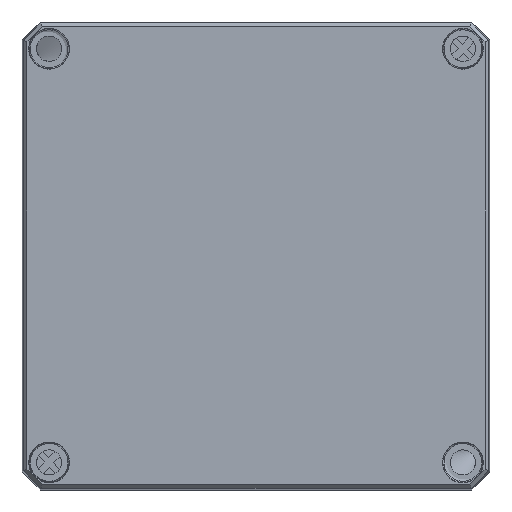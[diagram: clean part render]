
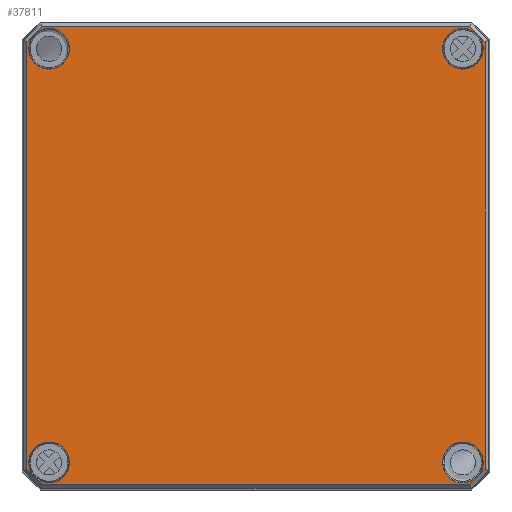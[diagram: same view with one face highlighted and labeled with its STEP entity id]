
A CAD part, top view. The second image highlights one B-rep face of the part: STEP entity #37811.
In plain terms, the highlighted planar face has unit normal (0, 0, 1).
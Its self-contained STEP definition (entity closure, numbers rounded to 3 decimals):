
#325=FACE_BOUND('',#12030,.T.);
#326=FACE_BOUND('',#12031,.T.);
#327=FACE_BOUND('',#12032,.T.);
#328=FACE_BOUND('',#12033,.T.);
#1061=PLANE('',#40856);
#3677=LINE('',#68407,#6542);
#3678=LINE('',#68409,#6543);
#3679=LINE('',#68411,#6544);
#3680=LINE('',#68413,#6545);
#3681=LINE('',#68415,#6546);
#3682=LINE('',#68417,#6547);
#3683=LINE('',#68419,#6548);
#3684=LINE('',#68420,#6549);
#6542=VECTOR('',#48905,10.);
#6543=VECTOR('',#48906,10.);
#6544=VECTOR('',#48907,10.);
#6545=VECTOR('',#48908,10.);
#6546=VECTOR('',#48909,10.);
#6547=VECTOR('',#48910,10.);
#6548=VECTOR('',#48911,10.);
#6549=VECTOR('',#48912,10.);
#9520=FACE_OUTER_BOUND('',#12029,.T.);
#12029=EDGE_LOOP('',(#32593,#32594,#32595,#32596,#32597,#32598,#32599,#32600));
#12030=EDGE_LOOP('',(#32601,#32602));
#12031=EDGE_LOOP('',(#32603,#32604));
#12032=EDGE_LOOP('',(#32605));
#12033=EDGE_LOOP('',(#32606));
#14721=CIRCLE('',#40851,5.672);
#14725=CIRCLE('',#40857,5.672);
#14726=CIRCLE('',#40858,5.672);
#14727=CIRCLE('',#40859,5.672);
#14728=CIRCLE('',#40860,5.672);
#14729=CIRCLE('',#40861,5.672);
#18033=VERTEX_POINT('',#68395);
#18036=VERTEX_POINT('',#68405);
#18037=VERTEX_POINT('',#68406);
#18038=VERTEX_POINT('',#68408);
#18039=VERTEX_POINT('',#68410);
#18040=VERTEX_POINT('',#68412);
#18041=VERTEX_POINT('',#68414);
#18042=VERTEX_POINT('',#68416);
#18043=VERTEX_POINT('',#68418);
#18044=VERTEX_POINT('',#68421);
#18045=VERTEX_POINT('',#68422);
#18046=VERTEX_POINT('',#68425);
#18047=VERTEX_POINT('',#68426);
#18048=VERTEX_POINT('',#68429);
#22975=EDGE_CURVE('',#18033,#18033,#14721,.T.);
#22980=EDGE_CURVE('',#18036,#18037,#3677,.T.);
#22981=EDGE_CURVE('',#18038,#18036,#3678,.T.);
#22982=EDGE_CURVE('',#18039,#18038,#3679,.T.);
#22983=EDGE_CURVE('',#18040,#18039,#3680,.T.);
#22984=EDGE_CURVE('',#18041,#18040,#3681,.T.);
#22985=EDGE_CURVE('',#18042,#18041,#3682,.T.);
#22986=EDGE_CURVE('',#18043,#18042,#3683,.T.);
#22987=EDGE_CURVE('',#18037,#18043,#3684,.T.);
#22988=EDGE_CURVE('',#18044,#18045,#14725,.T.);
#22989=EDGE_CURVE('',#18045,#18044,#14726,.T.);
#22990=EDGE_CURVE('',#18046,#18047,#14727,.T.);
#22991=EDGE_CURVE('',#18047,#18046,#14728,.T.);
#22992=EDGE_CURVE('',#18048,#18048,#14729,.T.);
#32593=ORIENTED_EDGE('',*,*,#22980,.F.);
#32594=ORIENTED_EDGE('',*,*,#22981,.F.);
#32595=ORIENTED_EDGE('',*,*,#22982,.F.);
#32596=ORIENTED_EDGE('',*,*,#22983,.F.);
#32597=ORIENTED_EDGE('',*,*,#22984,.F.);
#32598=ORIENTED_EDGE('',*,*,#22985,.F.);
#32599=ORIENTED_EDGE('',*,*,#22986,.F.);
#32600=ORIENTED_EDGE('',*,*,#22987,.F.);
#32601=ORIENTED_EDGE('',*,*,#22988,.F.);
#32602=ORIENTED_EDGE('',*,*,#22989,.F.);
#32603=ORIENTED_EDGE('',*,*,#22990,.F.);
#32604=ORIENTED_EDGE('',*,*,#22991,.F.);
#32605=ORIENTED_EDGE('',*,*,#22992,.F.);
#32606=ORIENTED_EDGE('',*,*,#22975,.F.);
#37811=ADVANCED_FACE('',(#9520,#325,#326,#327,#328),#1061,.T.);
#40851=AXIS2_PLACEMENT_3D('',#68396,#48892,#48893);
#40856=AXIS2_PLACEMENT_3D('',#68404,#48903,#48904);
#40857=AXIS2_PLACEMENT_3D('',#68423,#48913,#48914);
#40858=AXIS2_PLACEMENT_3D('',#68424,#48915,#48916);
#40859=AXIS2_PLACEMENT_3D('',#68427,#48917,#48918);
#40860=AXIS2_PLACEMENT_3D('',#68428,#48919,#48920);
#40861=AXIS2_PLACEMENT_3D('',#68430,#48921,#48922);
#48892=DIRECTION('center_axis',(0.,0.,1.));
#48893=DIRECTION('ref_axis',(-1.,0.,0.));
#48903=DIRECTION('center_axis',(0.,0.,1.));
#48904=DIRECTION('ref_axis',(1.,0.,0.));
#48905=DIRECTION('',(0.707,-0.707,0.));
#48906=DIRECTION('',(1.,0.,0.));
#48907=DIRECTION('',(0.707,0.707,0.));
#48908=DIRECTION('',(0.,1.,0.));
#48909=DIRECTION('',(-0.707,0.707,0.));
#48910=DIRECTION('',(-1.,0.,0.));
#48911=DIRECTION('',(-0.707,-0.707,0.));
#48912=DIRECTION('',(0.,-1.,0.));
#48913=DIRECTION('center_axis',(0.,0.,1.));
#48914=DIRECTION('ref_axis',(1.,0.,0.));
#48915=DIRECTION('center_axis',(0.,0.,1.));
#48916=DIRECTION('ref_axis',(1.,0.,0.));
#48917=DIRECTION('center_axis',(0.,0.,1.));
#48918=DIRECTION('ref_axis',(1.,0.,0.));
#48919=DIRECTION('center_axis',(0.,0.,1.));
#48920=DIRECTION('ref_axis',(1.,0.,0.));
#48921=DIRECTION('center_axis',(0.,0.,1.));
#48922=DIRECTION('ref_axis',(-1.,0.,0.));
#68395=CARTESIAN_POINT('',(-51.828,57.5,39.));
#68396=CARTESIAN_POINT('Origin',(-57.5,57.5,39.));
#68404=CARTESIAN_POINT('Origin',(0.,0.,
39.));
#68405=CARTESIAN_POINT('',(59.445,63.66,39.));
#68406=CARTESIAN_POINT('',(63.66,59.445,39.));
#68407=CARTESIAN_POINT('',(60.302,62.802,39.));
#68408=CARTESIAN_POINT('',(-59.445,63.66,39.));
#68409=CARTESIAN_POINT('',(-30.,63.66,39.));
#68410=CARTESIAN_POINT('',(-63.66,59.445,39.));
#68411=CARTESIAN_POINT('',(-62.802,60.302,39.));
#68412=CARTESIAN_POINT('',(-63.66,-59.445,39.));
#68413=CARTESIAN_POINT('',(-63.66,-30.,39.));
#68414=CARTESIAN_POINT('',(-59.445,-63.66,39.));
#68415=CARTESIAN_POINT('',(-60.302,-62.802,39.));
#68416=CARTESIAN_POINT('',(59.445,-63.66,39.));
#68417=CARTESIAN_POINT('',(30.,-63.66,39.));
#68418=CARTESIAN_POINT('',(63.66,-59.445,39.));
#68419=CARTESIAN_POINT('',(62.802,-60.302,39.));
#68420=CARTESIAN_POINT('',(63.66,30.,39.));
#68421=CARTESIAN_POINT('',(51.828,57.5,39.));
#68422=CARTESIAN_POINT('',(63.172,57.5,39.));
#68423=CARTESIAN_POINT('Origin',(57.5,57.5,39.));
#68424=CARTESIAN_POINT('Origin',(57.5,57.5,39.));
#68425=CARTESIAN_POINT('',(51.828,-57.5,39.));
#68426=CARTESIAN_POINT('',(63.172,-57.5,39.));
#68427=CARTESIAN_POINT('Origin',(57.5,-57.5,39.));
#68428=CARTESIAN_POINT('Origin',(57.5,-57.5,39.));
#68429=CARTESIAN_POINT('',(-51.828,-57.5,39.));
#68430=CARTESIAN_POINT('Origin',(-57.5,-57.5,39.));
